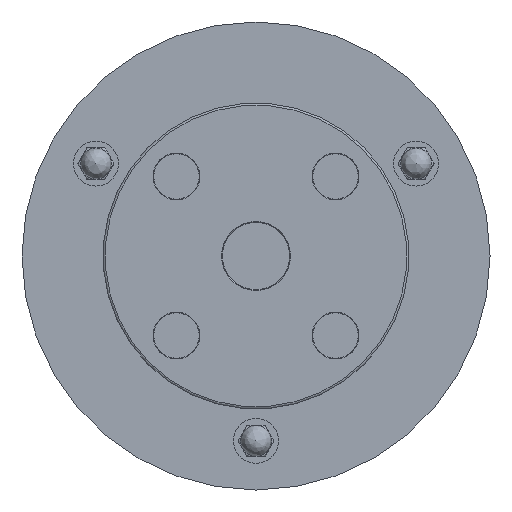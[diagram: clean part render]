
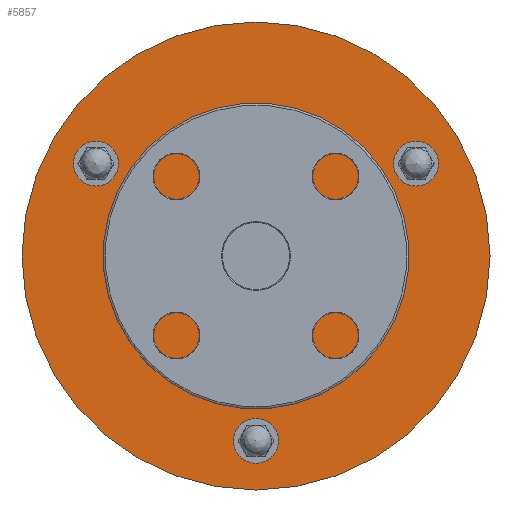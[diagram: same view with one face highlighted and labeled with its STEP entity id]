
A CAD part, front view. The second image highlights one B-rep face of the part: STEP entity #5857.
In plain terms, the highlighted planar face has unit normal (0, -1, 0).
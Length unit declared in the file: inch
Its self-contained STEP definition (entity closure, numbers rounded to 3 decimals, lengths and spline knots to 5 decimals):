
#124=CARTESIAN_POINT('',(-0.46492,0.,-0.46492));
#125=VERTEX_POINT('',#124);
#126=CARTESIAN_POINT('',(0.,0.0,0.));
#127=DIRECTION('',(0.,1.0,0.));
#128=DIRECTION('',(0.707,0.,0.707));
#129=AXIS2_PLACEMENT_3D('',#126,#127,#128);
#130=CIRCLE('',#129,0.6575);
#131=EDGE_CURVE('',#125,#125,#130,.T.);
#5801=CARTESIAN_POINT('',(-2.37934,0.,1.55413));
#5802=VERTEX_POINT('',#5801);
#5803=CARTESIAN_POINT('',(-2.22309,0.,1.2835));
#5804=DIRECTION('',(0.,1.,0.));
#5805=DIRECTION('',(-0.5,0.,0.866));
#5806=AXIS2_PLACEMENT_3D('',#5803,#5804,#5805);
#5807=CIRCLE('',#5806,0.3125);
#5808=EDGE_CURVE('',#5802,#5802,#5807,.T.);
#5813=CARTESIAN_POINT('',(1.625,0.,0.0));
#5814=DIRECTION('',(0.0,-1.0,0.0));
#5815=DIRECTION('',(0.0,0.0,-1.0));
#5816=AXIS2_PLACEMENT_3D('',#5813,#5814,#5815);
#5817=PLANE('',#5816);
#5818=CARTESIAN_POINT('',(3.25,0.,0.0));
#5819=VERTEX_POINT('',#5818);
#5820=CARTESIAN_POINT('',(0.,0.,0.));
#5821=DIRECTION('',(0.0,-1.0,0.0));
#5822=DIRECTION('',(1.0,0.0,0.0));
#5823=AXIS2_PLACEMENT_3D('',#5820,#5821,#5822);
#5824=CIRCLE('',#5823,3.25);
#5825=EDGE_CURVE('',#5819,#5819,#5824,.T.);
#5826=ORIENTED_EDGE('',*,*,#5825,.T.);
#5827=EDGE_LOOP('',(#5826));
#5828=FACE_OUTER_BOUND('',#5827,.T.);
#5829=ORIENTED_EDGE('',*,*,#131,.T.);
#5830=EDGE_LOOP('',(#5829));
#5831=FACE_BOUND('',#5830,.T.);
#5832=CARTESIAN_POINT('',(-0.15625,0.,-2.83763));
#5833=VERTEX_POINT('',#5832);
#5834=CARTESIAN_POINT('',(0.,0.,-2.567));
#5835=DIRECTION('',(0.,1.,0.));
#5836=DIRECTION('',(-0.5,0.,-0.866));
#5837=AXIS2_PLACEMENT_3D('',#5834,#5835,#5836);
#5838=CIRCLE('',#5837,0.3125);
#5839=EDGE_CURVE('',#5833,#5833,#5838,.T.);
#5840=ORIENTED_EDGE('',*,*,#5839,.T.);
#5841=EDGE_LOOP('',(#5840));
#5842=FACE_BOUND('',#5841,.T.);
#5843=CARTESIAN_POINT('',(2.53559,0.,1.2835));
#5844=VERTEX_POINT('',#5843);
#5845=CARTESIAN_POINT('',(2.22309,0.,1.2835));
#5846=DIRECTION('',(0.0,1.0,0.0));
#5847=DIRECTION('',(1.0,0.0,0.0));
#5848=AXIS2_PLACEMENT_3D('',#5845,#5846,#5847);
#5849=CIRCLE('',#5848,0.3125);
#5850=EDGE_CURVE('',#5844,#5844,#5849,.T.);
#5851=ORIENTED_EDGE('',*,*,#5850,.T.);
#5852=EDGE_LOOP('',(#5851));
#5853=FACE_BOUND('',#5852,.T.);
#5854=ORIENTED_EDGE('',*,*,#5808,.T.);
#5855=EDGE_LOOP('',(#5854));
#5856=FACE_BOUND('',#5855,.T.);
#5857=ADVANCED_FACE('',(#5828,#5831,#5842,#5853,#5856),#5817,.T.);
